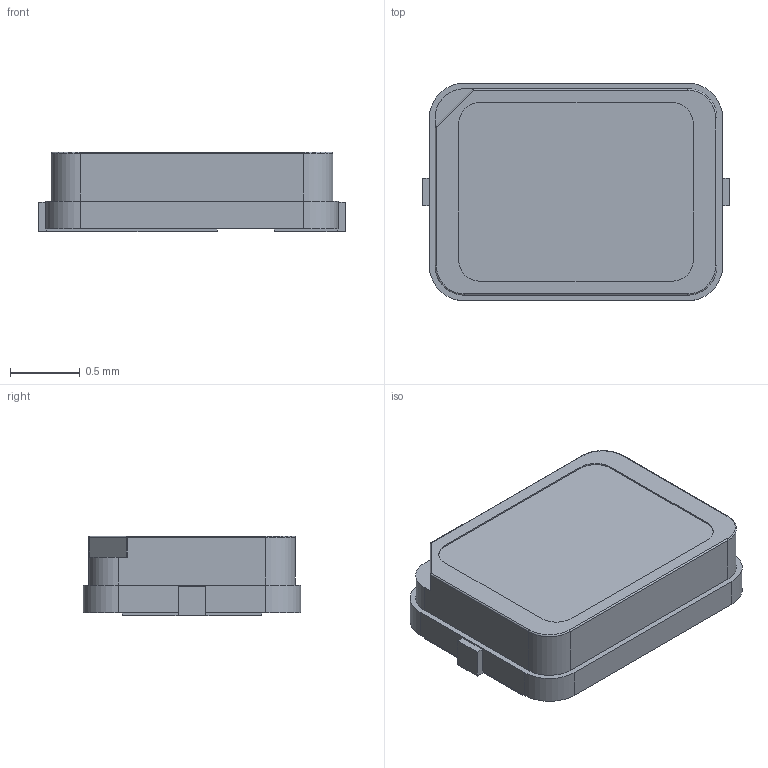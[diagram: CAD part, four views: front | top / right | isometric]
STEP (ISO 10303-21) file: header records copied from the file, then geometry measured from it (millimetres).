
FILE_DESCRIPTION (( 'STEP AP214' ), '1' );
FILE_NAME ('LED-SMD_NTD2016W1.STEP', '2022-02-19T05:17:14', ( '' ), ( '' ), 'SwSTEP 2.0', 'SolidWorks 2020', '' );
FILE_SCHEMA (( 'AUTOMOTIVE_DESIGN' ));
Length unit declared in the file: millimetre
Products named in the file (1): LED-SMD_NTD2016W1
Bounding box: 2.2 x 1.56 x 0.57 mm (x, y, z)
Volume: 1.7 mm3; surface area: 10.4 mm2
Topology: 1 solids, 1 shells, 121 faces, 320 edges, 208 vertices
Faces by surface type: plane 83, cylinder 19, bspline 14, torus 3, sphere 2
Entity records: 5742 total; most frequent: CARTESIAN_POINT 1446, ORIENTED_EDGE 636, DIRECTION 547, EDGE_CURVE 318, VECTOR 249, LINE 249, VERTEX_POINT 208, AXIS2_PLACEMENT_3D 149
